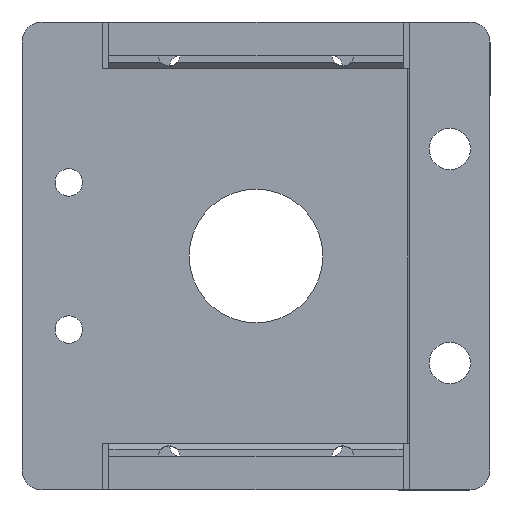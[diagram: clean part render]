
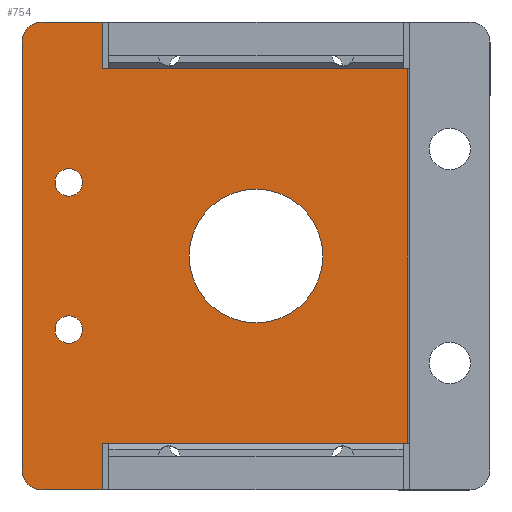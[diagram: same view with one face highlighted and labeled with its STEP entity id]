
A CAD part, front view. The second image highlights one B-rep face of the part: STEP entity #754.
In plain terms, the highlighted planar face has unit normal (0, -1, 0).
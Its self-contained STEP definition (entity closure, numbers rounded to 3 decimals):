
#88 = CIRCLE ( 'NONE', #4724, 5. ) ;
#154 = VERTEX_POINT ( 'NONE', #6194 ) ;
#185 = VECTOR ( 'NONE', #2318, 1000. ) ;
#210 = VECTOR ( 'NONE', #3478, 1000. ) ;
#239 = DIRECTION ( 'NONE',  ( 0., 1., 0. ) ) ;
#310 = EDGE_CURVE ( 'NONE', #6420, #1166, #5169, .T. ) ;
#490 = EDGE_LOOP ( 'NONE', ( #4178, #1157, #6514, #4452, #964, #4375, #1552, #1967, #4896, #4854 ) ) ;
#509 = AXIS2_PLACEMENT_3D ( 'NONE', #4780, #1158, #3257 ) ;
#521 = AXIS2_PLACEMENT_3D ( 'NONE', #1759, #728, #6326 ) ;
#618 = DIRECTION ( 'NONE',  ( 0., 1., 0. ) ) ;
#680 = DIRECTION ( 'NONE',  ( 0., -1., 0. ) ) ;
#717 = VERTEX_POINT ( 'NONE', #2640 ) ;
#728 = DIRECTION ( 'NONE',  ( 0., 1., 0. ) ) ;
#739 = CARTESIAN_POINT ( 'NONE',  ( -14., -5.5, 24.025 ) ) ;
#754 = ADVANCED_FACE ( 'NONE', ( #5318, #5890, #4302, #3788 ), #4775, .F. ) ;
#766 = EDGE_CURVE ( 'NONE', #6233, #1181, #3855, .T. ) ;
#843 = EDGE_CURVE ( 'NONE', #6368, #3706, #88, .T. ) ;
#844 = EDGE_LOOP ( 'NONE', ( #5541, #2579 ) ) ;
#909 = CARTESIAN_POINT ( 'NONE',  ( -17.5, -5.5, 35. ) ) ;
#924 = EDGE_CURVE ( 'NONE', #6559, #1980, #4629, .T. ) ;
#964 = ORIENTED_EDGE ( 'NONE', *, *, #1041, .T. ) ;
#1041 = EDGE_CURVE ( 'NONE', #154, #4136, #6176, .T. ) ;
#1047 = VERTEX_POINT ( 'NONE', #5082 ) ;
#1119 = DIRECTION ( 'NONE',  ( 0., 1., 0. ) ) ;
#1157 = ORIENTED_EDGE ( 'NONE', *, *, #1963, .T. ) ;
#1158 = DIRECTION ( 'NONE',  ( 0., 1., 0. ) ) ;
#1166 = VERTEX_POINT ( 'NONE', #2253 ) ;
#1181 = VERTEX_POINT ( 'NONE', #739 ) ;
#1184 = DIRECTION ( 'NONE',  ( 0., 0., 1. ) ) ;
#1207 = DIRECTION ( 'NONE',  ( 0., 0., 1. ) ) ;
#1244 = CARTESIAN_POINT ( 'NONE',  ( -16., -5.5, 33.5 ) ) ;
#1245 = CARTESIAN_POINT ( 'NONE',  ( -17.5, -5.5, 31.5 ) ) ;
#1251 = EDGE_CURVE ( 'NONE', #717, #154, #2855, .T. ) ;
#1291 = CARTESIAN_POINT ( 'NONE',  ( 11.35, -5.5, 35. ) ) ;
#1387 = VECTOR ( 'NONE', #4196, 1000. ) ;
#1465 = EDGE_CURVE ( 'NONE', #2514, #3670, #3789, .T. ) ;
#1538 = EDGE_CURVE ( 'NONE', #1181, #6233, #3557, .T. ) ;
#1552 = ORIENTED_EDGE ( 'NONE', *, *, #1465, .F. ) ;
#1589 = LINE ( 'NONE', #5628, #2909 ) ;
#1702 = AXIS2_PLACEMENT_3D ( 'NONE', #1244, #4464, #4869 ) ;
#1739 = EDGE_CURVE ( 'NONE', #4550, #2514, #1589, .T. ) ;
#1748 = CARTESIAN_POINT ( 'NONE',  ( -16., -5.5, 1.5 ) ) ;
#1759 = CARTESIAN_POINT ( 'NONE',  ( -14., -5.5, 12. ) ) ;
#1762 = DIRECTION ( 'NONE',  ( 1., 0., 0. ) ) ;
#1766 = CIRCLE ( 'NONE', #6672, 5. ) ;
#1809 = VERTEX_POINT ( 'NONE', #5726 ) ;
#1935 = CIRCLE ( 'NONE', #4317, 1.5 ) ;
#1963 = EDGE_CURVE ( 'NONE', #1809, #1047, #1935, .T. ) ;
#1967 = ORIENTED_EDGE ( 'NONE', *, *, #1739, .F. ) ;
#1980 = VERTEX_POINT ( 'NONE', #3812 ) ;
#1994 = VECTOR ( 'NONE', #3354, 1000. ) ;
#2151 = CARTESIAN_POINT ( 'NONE',  ( 11.35, -5.5, 31.5 ) ) ;
#2173 = DIRECTION ( 'NONE',  ( 0., 0., 1. ) ) ;
#2197 = EDGE_CURVE ( 'NONE', #1047, #717, #4051, .T. ) ;
#2253 = CARTESIAN_POINT ( 'NONE',  ( -14., -5.5, 10.975 ) ) ;
#2257 = AXIS2_PLACEMENT_3D ( 'NONE', #3279, #1119, #2173 ) ;
#2287 = DIRECTION ( 'NONE',  ( 0., 0., 1. ) ) ;
#2316 = DIRECTION ( 'NONE',  ( 0., 1., 0. ) ) ;
#2318 = DIRECTION ( 'NONE',  ( 0., 0., -1. ) ) ;
#2401 = CARTESIAN_POINT ( 'NONE',  ( 0., -5.5, 22.5 ) ) ;
#2415 = CARTESIAN_POINT ( 'NONE',  ( 11.35, -5.5, 3.5 ) ) ;
#2465 = VECTOR ( 'NONE', #5831, 1000. ) ;
#2514 = VERTEX_POINT ( 'NONE', #6673 ) ;
#2579 = ORIENTED_EDGE ( 'NONE', *, *, #3116, .T. ) ;
#2640 = CARTESIAN_POINT ( 'NONE',  ( -11.5, -5.5, 0. ) ) ;
#2708 = CARTESIAN_POINT ( 'NONE',  ( -16., -5.5, 35. ) ) ;
#2852 = EDGE_CURVE ( 'NONE', #4136, #3670, #5943, .T. ) ;
#2855 = LINE ( 'NONE', #4918, #1387 ) ;
#2909 = VECTOR ( 'NONE', #5186, 1000. ) ;
#2954 = CARTESIAN_POINT ( 'NONE',  ( -11.5, -5.5, 35. ) ) ;
#3114 = AXIS2_PLACEMENT_3D ( 'NONE', #5830, #618, #6346 ) ;
#3116 = EDGE_CURVE ( 'NONE', #3706, #6368, #1766, .T. ) ;
#3218 = VECTOR ( 'NONE', #5150, 1000. ) ;
#3252 = DIRECTION ( 'NONE',  ( 0., 1., 0. ) ) ;
#3257 = DIRECTION ( 'NONE',  ( 0., 0., 1. ) ) ;
#3278 = CARTESIAN_POINT ( 'NONE',  ( -14., -5.5, 23. ) ) ;
#3279 = CARTESIAN_POINT ( 'NONE',  ( -14., -5.5, 23. ) ) ;
#3310 = AXIS2_PLACEMENT_3D ( 'NONE', #3278, #3252, #1184 ) ;
#3342 = EDGE_LOOP ( 'NONE', ( #4991, #5601 ) ) ;
#3354 = DIRECTION ( 'NONE',  ( 0., 0., 1. ) ) ;
#3442 = LINE ( 'NONE', #909, #185 ) ;
#3478 = DIRECTION ( 'NONE',  ( 1., 0., 0. ) ) ;
#3508 = CARTESIAN_POINT ( 'NONE',  ( -17.5, -5.5, 0. ) ) ;
#3557 = CIRCLE ( 'NONE', #2257, 1.025 ) ;
#3670 = VERTEX_POINT ( 'NONE', #2151 ) ;
#3674 = VECTOR ( 'NONE', #1762, 1000. ) ;
#3703 = CARTESIAN_POINT ( 'NONE',  ( 0., -5.5, 12.5 ) ) ;
#3706 = VERTEX_POINT ( 'NONE', #3703 ) ;
#3788 = FACE_OUTER_BOUND ( 'NONE', #490, .T. ) ;
#3789 = LINE ( 'NONE', #1245, #2465 ) ;
#3812 = CARTESIAN_POINT ( 'NONE',  ( -17.5, -5.5, 33.5 ) ) ;
#3855 = CIRCLE ( 'NONE', #3310, 1.025 ) ;
#3887 = DIRECTION ( 'NONE',  ( 0., 0., 1. ) ) ;
#4051 = LINE ( 'NONE', #3508, #210 ) ;
#4136 = VERTEX_POINT ( 'NONE', #2415 ) ;
#4178 = ORIENTED_EDGE ( 'NONE', *, *, #6607, .T. ) ;
#4196 = DIRECTION ( 'NONE',  ( 0., 0., 1. ) ) ;
#4302 = FACE_BOUND ( 'NONE', #3342, .T. ) ;
#4317 = AXIS2_PLACEMENT_3D ( 'NONE', #1748, #680, #1207 ) ;
#4330 = CARTESIAN_POINT ( 'NONE',  ( -14., -5.5, 13.025 ) ) ;
#4345 = LINE ( 'NONE', #6427, #3674 ) ;
#4375 = ORIENTED_EDGE ( 'NONE', *, *, #2852, .T. ) ;
#4452 = ORIENTED_EDGE ( 'NONE', *, *, #1251, .T. ) ;
#4464 = DIRECTION ( 'NONE',  ( 0., -1., 0. ) ) ;
#4525 = EDGE_CURVE ( 'NONE', #6559, #4550, #4345, .T. ) ;
#4550 = VERTEX_POINT ( 'NONE', #2954 ) ;
#4572 = CARTESIAN_POINT ( 'NONE',  ( -17.5, -5.5, 3.5 ) ) ;
#4629 = CIRCLE ( 'NONE', #1702, 1.5 ) ;
#4724 = AXIS2_PLACEMENT_3D ( 'NONE', #6523, #239, #3887 ) ;
#4775 = PLANE ( 'NONE',  #3114 ) ;
#4780 = CARTESIAN_POINT ( 'NONE',  ( -14., -5.5, 12. ) ) ;
#4854 = ORIENTED_EDGE ( 'NONE', *, *, #924, .T. ) ;
#4869 = DIRECTION ( 'NONE',  ( 0., 0., 1. ) ) ;
#4896 = ORIENTED_EDGE ( 'NONE', *, *, #4525, .F. ) ;
#4918 = CARTESIAN_POINT ( 'NONE',  ( -11.5, -5.5, 35. ) ) ;
#4991 = ORIENTED_EDGE ( 'NONE', *, *, #1538, .T. ) ;
#5082 = CARTESIAN_POINT ( 'NONE',  ( -16., -5.5, 0. ) ) ;
#5085 = ORIENTED_EDGE ( 'NONE', *, *, #6184, .T. ) ;
#5150 = DIRECTION ( 'NONE',  ( 1., 0., 0. ) ) ;
#5169 = CIRCLE ( 'NONE', #521, 1.025 ) ;
#5186 = DIRECTION ( 'NONE',  ( 0., 0., -1. ) ) ;
#5318 = FACE_BOUND ( 'NONE', #844, .T. ) ;
#5457 = EDGE_LOOP ( 'NONE', ( #6518, #5085 ) ) ;
#5472 = CIRCLE ( 'NONE', #509, 1.025 ) ;
#5541 = ORIENTED_EDGE ( 'NONE', *, *, #843, .T. ) ;
#5601 = ORIENTED_EDGE ( 'NONE', *, *, #766, .T. ) ;
#5628 = CARTESIAN_POINT ( 'NONE',  ( -11.5, -5.5, 35. ) ) ;
#5726 = CARTESIAN_POINT ( 'NONE',  ( -17.5, -5.5, 1.5 ) ) ;
#5767 = CARTESIAN_POINT ( 'NONE',  ( -14., -5.5, 21.975 ) ) ;
#5830 = CARTESIAN_POINT ( 'NONE',  ( -17.5, -5.5, 35. ) ) ;
#5831 = DIRECTION ( 'NONE',  ( 1., 0., 0. ) ) ;
#5890 = FACE_BOUND ( 'NONE', #5457, .T. ) ;
#5943 = LINE ( 'NONE', #1291, #1994 ) ;
#6176 = LINE ( 'NONE', #4572, #3218 ) ;
#6184 = EDGE_CURVE ( 'NONE', #1166, #6420, #5472, .T. ) ;
#6194 = CARTESIAN_POINT ( 'NONE',  ( -11.5, -5.5, 3.5 ) ) ;
#6233 = VERTEX_POINT ( 'NONE', #5767 ) ;
#6326 = DIRECTION ( 'NONE',  ( 0., 0., 1. ) ) ;
#6338 = CARTESIAN_POINT ( 'NONE',  ( 0., -5.5, 17.5 ) ) ;
#6346 = DIRECTION ( 'NONE',  ( 0., 0., 1. ) ) ;
#6368 = VERTEX_POINT ( 'NONE', #2401 ) ;
#6420 = VERTEX_POINT ( 'NONE', #4330 ) ;
#6427 = CARTESIAN_POINT ( 'NONE',  ( -17.5, -5.5, 35. ) ) ;
#6514 = ORIENTED_EDGE ( 'NONE', *, *, #2197, .T. ) ;
#6518 = ORIENTED_EDGE ( 'NONE', *, *, #310, .T. ) ;
#6523 = CARTESIAN_POINT ( 'NONE',  ( 0., -5.5, 17.5 ) ) ;
#6559 = VERTEX_POINT ( 'NONE', #2708 ) ;
#6607 = EDGE_CURVE ( 'NONE', #1980, #1809, #3442, .T. ) ;
#6672 = AXIS2_PLACEMENT_3D ( 'NONE', #6338, #2316, #2287 ) ;
#6673 = CARTESIAN_POINT ( 'NONE',  ( -11.5, -5.5, 31.5 ) ) ;
